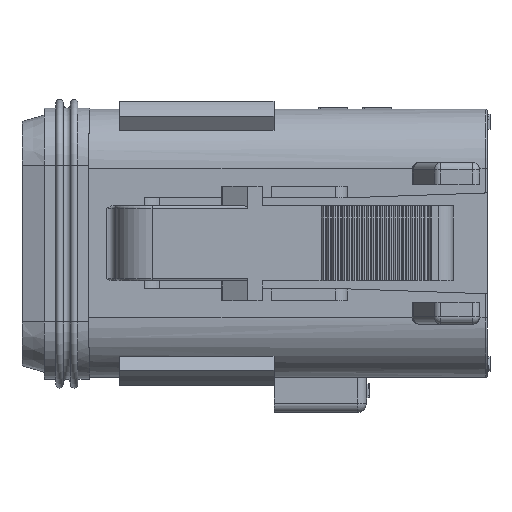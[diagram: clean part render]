
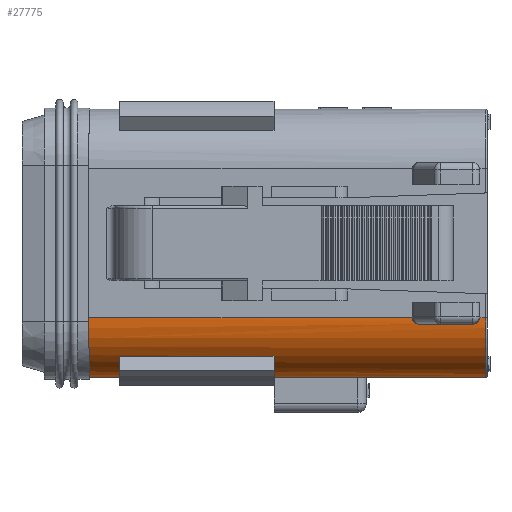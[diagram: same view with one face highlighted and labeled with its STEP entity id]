
A CAD part, left-side view. The second image highlights one B-rep face of the part: STEP entity #27775.
In plain terms, the highlighted cylindrical face has radius 4.05 mm (diameter 8.1 mm), a partial arc.
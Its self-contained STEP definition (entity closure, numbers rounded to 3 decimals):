
#3414=CARTESIAN_POINT('',(-11.825,0.1,-5.075));
#3415=DIRECTION('',(0.,1.,0.));
#3416=DIRECTION('',(0.,0.,-1.));
#3417=AXIS2_PLACEMENT_3D('',#3414,#3415,#3416);
#3485=CARTESIAN_POINT('',(-11.825,27.05,-5.075));
#3486=DIRECTION('',(0.,-1.,0.));
#3487=DIRECTION('',(-0.869,0.,-0.495));
#3488=AXIS2_PLACEMENT_3D('',#3485,#3486,#3487);
#3509=DIRECTION('',(0.,-1.,0.));
#3510=VECTOR('',#3509,22.006);
#3511=CARTESIAN_POINT('',(-15.875,27.1,-5.075));
#3512=LINE('',#3511,#3510);
#3513=CARTESIAN_POINT('',(-15.875,5.094,-5.075));
#3514=CARTESIAN_POINT('',(-15.875,5.087,-5.123));
#3515=CARTESIAN_POINT('',(-15.873,5.06,
-5.213));
#3516=CARTESIAN_POINT('',(-15.867,4.981,
-5.334));
#3517=CARTESIAN_POINT('',(-15.86,4.873,
-5.427));
#3518=CARTESIAN_POINT('',(-15.854,4.741,
-5.487));
#3519=CARTESIAN_POINT('',(-15.853,4.648,-5.5));
#3520=CARTESIAN_POINT('',(-15.853,4.6,-5.5));
#3522=DIRECTION('',(0.,-1.,0.));
#3523=VECTOR('',#3522,3.6);
#3524=CARTESIAN_POINT('',(-15.853,4.6,-5.5));
#3525=LINE('',#3524,#3523);
#3526=CARTESIAN_POINT('',(-15.853,1.,-5.5));
#3527=CARTESIAN_POINT('',(-15.853,0.952,-5.5));
#3528=CARTESIAN_POINT('',(-15.854,0.86,
-5.487));
#3529=CARTESIAN_POINT('',(-15.86,0.727,
-5.427));
#3530=CARTESIAN_POINT('',(-15.867,0.619,
-5.334));
#3531=CARTESIAN_POINT('',(-15.873,0.54,
-5.213));
#3532=CARTESIAN_POINT('',(-15.875,0.513,
-5.123));
#3533=CARTESIAN_POINT('',(-15.875,0.506,-5.075));
#3535=DIRECTION('',(0.,-1.,0.));
#3536=VECTOR('',#3535,0.406);
#3537=CARTESIAN_POINT('',(-15.875,0.506,-5.075));
#3538=LINE('',#3537,#3536);
#3539=DIRECTION('',(0.,1.,0.));
#3540=VECTOR('',#3539,26.95);
#3541=CARTESIAN_POINT('',(-11.825,0.1,-9.125));
#3542=LINE('',#3541,#3540);
#3543=DIRECTION('',(0.,1.,0.));
#3544=VECTOR('',#3543,10.5);
#3545=CARTESIAN_POINT('',(-14.91,14.5,-7.699));
#3546=LINE('',#3545,#3544);
#3547=DIRECTION('',(0.,-1.,0.));
#3548=VECTOR('',#3547,10.5);
#3549=CARTESIAN_POINT('',(-13.561,25.,-8.734));
#3550=LINE('',#3549,#3548);
#3551=DIRECTION('',(0.,-1.,0.));
#3552=VECTOR('',#3551,0.05);
#3553=CARTESIAN_POINT('',(-15.343,27.1,-7.081));
#3554=LINE('',#3553,#3552);
#3582=CARTESIAN_POINT('',(-11.825,27.1,-5.075));
#3583=DIRECTION('',(0.,-1.,0.));
#3584=DIRECTION('',(-1.,0.,0.));
#3585=AXIS2_PLACEMENT_3D('',#3582,#3583,#3584);
#9785=CARTESIAN_POINT('',(-11.825,14.5,-5.075));
#9786=DIRECTION('',(0.,-1.,0.));
#9787=DIRECTION('',(-0.762,0.,-0.648));
#9788=AXIS2_PLACEMENT_3D('',#9785,#9786,#9787);
#9803=CARTESIAN_POINT('',(-11.825,25.,-5.075));
#9804=DIRECTION('',(0.,1.,0.));
#9805=DIRECTION('',(-0.429,0.,-0.903));
#9806=AXIS2_PLACEMENT_3D('',#9803,#9804,#9805);
#22014=CARTESIAN_POINT('',(-15.875,0.1,-5.075));
#22015=VERTEX_POINT('',#22014);
#22016=CARTESIAN_POINT('',(-15.875,0.506,-5.075));
#22017=VERTEX_POINT('',#22016);
#22026=CARTESIAN_POINT('',(-15.875,5.094,-5.075));
#22027=VERTEX_POINT('',#22026);
#22028=CARTESIAN_POINT('',(-15.875,27.1,-5.075));
#22029=VERTEX_POINT('',#22028);
#22093=CARTESIAN_POINT('',(-11.825,0.1,-9.125));
#22094=VERTEX_POINT('',#22093);
#22111=CARTESIAN_POINT('',(-15.343,27.05,-7.081));
#22112=CARTESIAN_POINT('',(-11.825,27.05,-9.125));
#22113=VERTEX_POINT('',#22111);
#22114=VERTEX_POINT('',#22112);
#22131=CARTESIAN_POINT('',(-15.343,27.1,-7.081));
#22132=VERTEX_POINT('',#22131);
#22133=VERTEX_POINT('',#3520);
#22134=CARTESIAN_POINT('',(-15.853,1.,-5.5));
#22135=VERTEX_POINT('',#22134);
#22136=CARTESIAN_POINT('',(-14.91,14.5,-7.699));
#22137=CARTESIAN_POINT('',(-13.561,14.5,-8.734));
#22138=VERTEX_POINT('',#22136);
#22139=VERTEX_POINT('',#22137);
#22140=CARTESIAN_POINT('',(-14.91,25.,-7.699));
#22141=VERTEX_POINT('',#22140);
#22142=CARTESIAN_POINT('',(-13.561,25.,-8.734));
#22143=VERTEX_POINT('',#22142);
#27742=CARTESIAN_POINT('',(-11.825,0.,-5.075));
#27743=DIRECTION('',(0.,1.,0.));
#27744=DIRECTION('',(1.,0.,0.));
#27745=AXIS2_PLACEMENT_3D('',#27742,#27743,#27744);
#27746=CYLINDRICAL_SURFACE('',#27745,4.05);
#27747=ORIENTED_EDGE('',*,*,#27728,.F.);
#27749=ORIENTED_EDGE('',*,*,#27748,.F.);
#27751=ORIENTED_EDGE('',*,*,#27750,.F.);
#27752=ORIENTED_EDGE('',*,*,#27555,.T.);
#27754=ORIENTED_EDGE('',*,*,#27753,.T.);
#27756=ORIENTED_EDGE('',*,*,#27755,.T.);
#27758=ORIENTED_EDGE('',*,*,#27757,.T.);
#27759=ORIENTED_EDGE('',*,*,#27543,.T.);
#27760=ORIENTED_EDGE('',*,*,#27665,.F.);
#27762=ORIENTED_EDGE('',*,*,#27761,.T.);
#27763=EDGE_LOOP('',(#27747,#27749,#27751,#27752,#27754,#27756,#27758,#27759,
#27760,#27762));
#27764=FACE_OUTER_BOUND('',#27763,.F.);
#27766=ORIENTED_EDGE('',*,*,#27765,.F.);
#27768=ORIENTED_EDGE('',*,*,#27767,.T.);
#27770=ORIENTED_EDGE('',*,*,#27769,.F.);
#27772=ORIENTED_EDGE('',*,*,#27771,.T.);
#27773=EDGE_LOOP('',(#27766,#27768,#27770,#27772));
#27774=FACE_BOUND('',#27773,.F.);
#27775=ADVANCED_FACE('',(#27764,#27774),#27746,.T.);
#3418=CIRCLE('',#3417,4.05);
#3489=CIRCLE('',#3488,4.05);
#3521=B_SPLINE_CURVE_WITH_KNOTS('',3,(#3513,#3514,#3515,#3516,#3517,#3518,#3519,
#3520),.UNSPECIFIED.,.F.,.F.,(4,1,1,1,1,4),(0.,0.2,0.4,0.6,0.8,1.),
.UNSPECIFIED.);
#3534=B_SPLINE_CURVE_WITH_KNOTS('',3,(#3526,#3527,#3528,#3529,#3530,#3531,#3532,
#3533),.UNSPECIFIED.,.F.,.F.,(4,1,1,1,1,4),(0.,0.2,0.4,0.6,0.8,1.),
.UNSPECIFIED.);
#3586=CIRCLE('',#3585,4.05);
#9789=CIRCLE('',#9788,4.05);
#9807=CIRCLE('',#9806,4.05);
#27543=EDGE_CURVE('',#22017,#22015,#3538,.T.);
#27555=EDGE_CURVE('',#22029,#22027,#3512,.T.);
#27665=EDGE_CURVE('',#22094,#22015,#3418,.T.);
#27728=EDGE_CURVE('',#22113,#22114,#3489,.T.);
#27748=EDGE_CURVE('',#22132,#22113,#3554,.T.);
#27750=EDGE_CURVE('',#22029,#22132,#3586,.T.);
#27753=EDGE_CURVE('',#22027,#22133,#3521,.T.);
#27755=EDGE_CURVE('',#22133,#22135,#3525,.T.);
#27757=EDGE_CURVE('',#22135,#22017,#3534,.T.);
#27761=EDGE_CURVE('',#22094,#22114,#3542,.T.);
#27765=EDGE_CURVE('',#22138,#22139,#9789,.T.);
#27767=EDGE_CURVE('',#22138,#22141,#3546,.T.);
#27769=EDGE_CURVE('',#22143,#22141,#9807,.T.);
#27771=EDGE_CURVE('',#22143,#22139,#3550,.T.);
